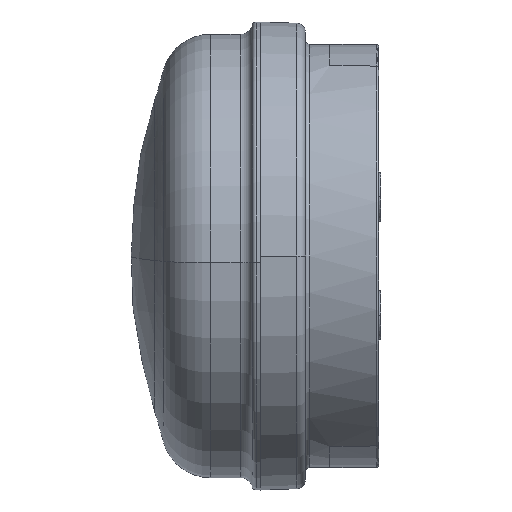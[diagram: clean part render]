
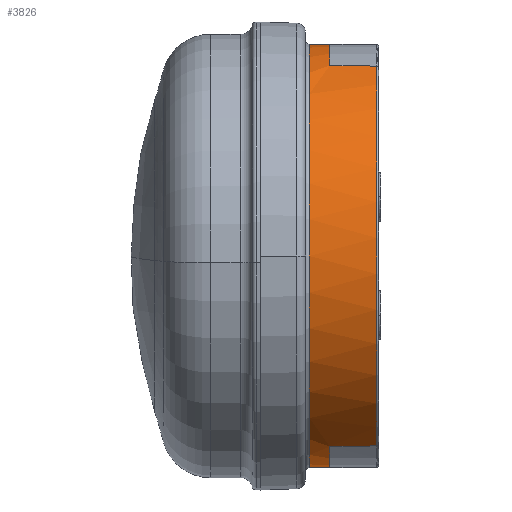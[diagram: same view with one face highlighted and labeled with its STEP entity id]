
A CAD part, left-side view. The second image highlights one B-rep face of the part: STEP entity #3826.
In plain terms, the highlighted cylindrical face has radius 52 mm (diameter 104 mm), a partial arc.
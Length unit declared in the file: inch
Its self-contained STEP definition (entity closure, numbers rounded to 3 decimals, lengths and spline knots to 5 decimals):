
#46 = CARTESIAN_POINT ( 'NONE',  ( -0.90361, 0.01969, 1.83704 ) ) ;
#673 = DIRECTION ( 'NONE',  ( 0., -1., 0. ) ) ;
#697 = AXIS2_PLACEMENT_3D ( 'NONE', #9441, #6505, #5056 ) ;
#942 = VERTEX_POINT ( 'NONE', #7031 ) ;
#1033 = B_SPLINE_CURVE_WITH_KNOTS ( 'NONE', 3,
 ( #12023, #5138, #7489, #9885, #10774, #14228 ),
 .UNSPECIFIED., .F., .F.,
 ( 4, 1, 1, 4 ),
 ( 0., 0.33333, 0.66667, 1. ),
 .UNSPECIFIED. ) ;
#1035 = LINE ( 'NONE', #12265, #10307 ) ;
#1783 = EDGE_CURVE ( 'NONE', #942, #1979, #4213, .T. ) ;
#1979 = VERTEX_POINT ( 'NONE', #6251 ) ;
#2293 = EDGE_CURVE ( 'NONE', #10418, #11402, #10542, .T. ) ;
#2352 = CARTESIAN_POINT ( 'NONE',  ( -0.89308, 0.32116, -1.84218 ) ) ;
#2812 = ORIENTED_EDGE ( 'NONE', *, *, #2293, .F. ) ;
#2821 = DIRECTION ( 'NONE',  ( -0.441, 0., 0.897 ) ) ;
#2918 = EDGE_CURVE ( 'NONE', #942, #12449, #1035, .T. ) ;
#3331 = DIRECTION ( 'NONE',  ( 0., 1., 0. ) ) ;
#3539 = ORIENTED_EDGE ( 'NONE', *, *, #8090, .F. ) ;
#3660 = EDGE_CURVE ( 'NONE', #7441, #3957, #5384, .T. ) ;
#3826 = ADVANCED_FACE ( 'NONE', ( #13525 ), #6776, .T. ) ;
#3957 = VERTEX_POINT ( 'NONE', #8442 ) ;
#4103 = ORIENTED_EDGE ( 'NONE', *, *, #1783, .F. ) ;
#4180 = CIRCLE ( 'NONE', #10964, 2.04724 ) ;
#4213 = CIRCLE ( 'NONE', #12180, 2.04724 ) ;
#4422 = CARTESIAN_POINT ( 'NONE',  ( -0.90361, 0.01969, -1.83704 ) ) ;
#4434 = DIRECTION ( 'NONE',  ( 0., 0., 1. ) ) ;
#4906 = AXIS2_PLACEMENT_3D ( 'NONE', #7812, #14477, #4434 ) ;
#5018 = CARTESIAN_POINT ( 'NONE',  ( 0., 0.66929, 2.04724 ) ) ;
#5056 = DIRECTION ( 'NONE',  ( -0.434, 0., -0.901 ) ) ;
#5138 = CARTESIAN_POINT ( 'NONE',  ( -0.88956, 0.42198, 1.84388 ) ) ;
#5377 = CARTESIAN_POINT ( 'NONE',  ( 0., 0.47244, -2.04724 ) ) ;
#5384 = CIRCLE ( 'NONE', #14511, 2.04724 ) ;
#5386 = VECTOR ( 'NONE', #10548, 39.37008 ) ;
#5442 = ORIENTED_EDGE ( 'NONE', *, *, #3660, .F. ) ;
#5642 = EDGE_CURVE ( 'NONE', #1979, #7441, #1033, .T. ) ;
#5964 = DIRECTION ( 'NONE',  ( 0., -1., 0. ) ) ;
#6082 = LINE ( 'NONE', #8342, #5386 ) ;
#6107 = VERTEX_POINT ( 'NONE', #11334 ) ;
#6251 = CARTESIAN_POINT ( 'NONE',  ( -0.8878, 0.47244, 1.84473 ) ) ;
#6505 = DIRECTION ( 'NONE',  ( 0., -1., 0. ) ) ;
#6776 = CYLINDRICAL_SURFACE ( 'NONE', #4906, 2.04724 ) ;
#6837 = CARTESIAN_POINT ( 'NONE',  ( -0.88956, 0.42198, -1.84388 ) ) ;
#6905 = CARTESIAN_POINT ( 'NONE',  ( -0.89835, 0.17024, -1.83962 ) ) ;
#7031 = CARTESIAN_POINT ( 'NONE',  ( 0., 0.47244, 2.04724 ) ) ;
#7292 = CARTESIAN_POINT ( 'NONE',  ( 0., 0.47244, 0. ) ) ;
#7441 = VERTEX_POINT ( 'NONE', #46 ) ;
#7489 = CARTESIAN_POINT ( 'NONE',  ( -0.89308, 0.32116, 1.84218 ) ) ;
#7504 = EDGE_CURVE ( 'NONE', #3957, #10418, #11326, .T. ) ;
#7653 = EDGE_LOOP ( 'NONE', ( #10763, #4103, #8999, #9740, #3539, #2812, #10688, #5442 ) ) ;
#7812 = CARTESIAN_POINT ( 'NONE',  ( 0., 0., 0. ) ) ;
#7929 = CARTESIAN_POINT ( 'NONE',  ( -0.90185, 0.06983, -1.8379 ) ) ;
#8090 = EDGE_CURVE ( 'NONE', #11402, #6107, #6082, .T. ) ;
#8342 = CARTESIAN_POINT ( 'NONE',  ( 0., 0.47244, -2.04724 ) ) ;
#8442 = CARTESIAN_POINT ( 'NONE',  ( -0.90361, 0.01969, -1.83704 ) ) ;
#8552 = EDGE_CURVE ( 'NONE', #12449, #6107, #4180, .T. ) ;
#8957 = DIRECTION ( 'NONE',  ( 0., 0., 1. ) ) ;
#8999 = ORIENTED_EDGE ( 'NONE', *, *, #2918, .T. ) ;
#9441 = CARTESIAN_POINT ( 'NONE',  ( 0., 0.47244, 0. ) ) ;
#9740 = ORIENTED_EDGE ( 'NONE', *, *, #8552, .T. ) ;
#9885 = CARTESIAN_POINT ( 'NONE',  ( -0.89835, 0.17024, 1.83962 ) ) ;
#10270 = DIRECTION ( 'NONE',  ( 0., 0., 1. ) ) ;
#10307 = VECTOR ( 'NONE', #3331, 39.37008 ) ;
#10418 = VERTEX_POINT ( 'NONE', #11344 ) ;
#10542 = CIRCLE ( 'NONE', #697, 2.04724 ) ;
#10548 = DIRECTION ( 'NONE',  ( 0., 1., 0. ) ) ;
#10688 = ORIENTED_EDGE ( 'NONE', *, *, #7504, .F. ) ;
#10763 = ORIENTED_EDGE ( 'NONE', *, *, #5642, .F. ) ;
#10774 = CARTESIAN_POINT ( 'NONE',  ( -0.90185, 0.06983, 1.8379 ) ) ;
#10964 = AXIS2_PLACEMENT_3D ( 'NONE', #11363, #12263, #8957 ) ;
#11326 = B_SPLINE_CURVE_WITH_KNOTS ( 'NONE', 3,
 ( #4422, #7929, #6905, #2352, #6837, #13384 ),
 .UNSPECIFIED., .F., .F.,
 ( 4, 1, 1, 4 ),
 ( 0., 0.33333, 0.66667, 1. ),
 .UNSPECIFIED. ) ;
#11334 = CARTESIAN_POINT ( 'NONE',  ( 0., 0.66929, -2.04724 ) ) ;
#11344 = CARTESIAN_POINT ( 'NONE',  ( -0.8878, 0.47244, -1.84473 ) ) ;
#11363 = CARTESIAN_POINT ( 'NONE',  ( 0., 0.66929, 0. ) ) ;
#11402 = VERTEX_POINT ( 'NONE', #5377 ) ;
#12023 = CARTESIAN_POINT ( 'NONE',  ( -0.8878, 0.47244, 1.84473 ) ) ;
#12180 = AXIS2_PLACEMENT_3D ( 'NONE', #7292, #5964, #10270 ) ;
#12263 = DIRECTION ( 'NONE',  ( 0., -1., 0. ) ) ;
#12265 = CARTESIAN_POINT ( 'NONE',  ( 0., 0.47244, 2.04724 ) ) ;
#12449 = VERTEX_POINT ( 'NONE', #5018 ) ;
#12869 = CARTESIAN_POINT ( 'NONE',  ( 0., 0.01969, 0. ) ) ;
#13384 = CARTESIAN_POINT ( 'NONE',  ( -0.8878, 0.47244, -1.84473 ) ) ;
#13525 = FACE_OUTER_BOUND ( 'NONE', #7653, .T. ) ;
#14228 = CARTESIAN_POINT ( 'NONE',  ( -0.90361, 0.01969, 1.83704 ) ) ;
#14477 = DIRECTION ( 'NONE',  ( 0., -1., 0. ) ) ;
#14511 = AXIS2_PLACEMENT_3D ( 'NONE', #12869, #673, #2821 ) ;
